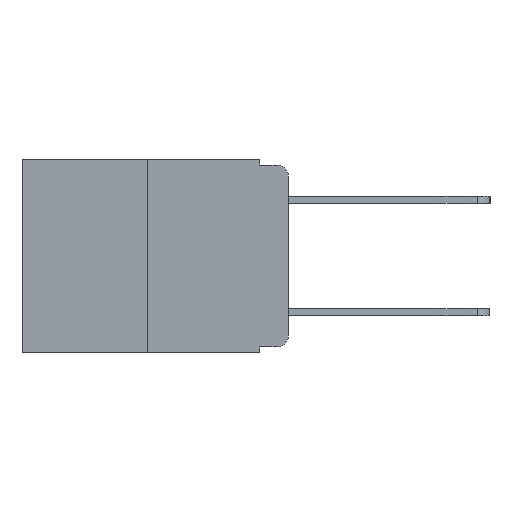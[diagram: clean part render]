
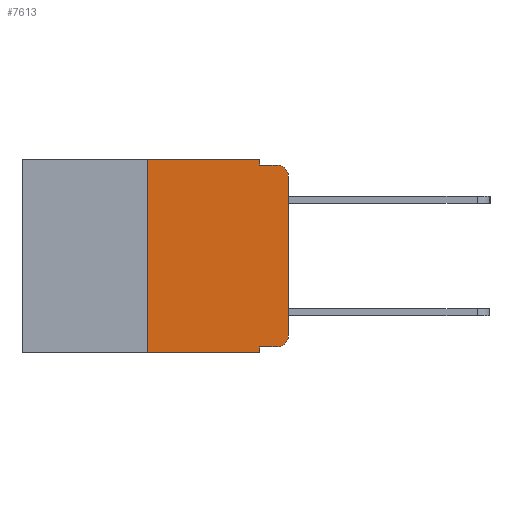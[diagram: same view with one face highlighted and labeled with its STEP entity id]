
A CAD part, left-side view. The second image highlights one B-rep face of the part: STEP entity #7613.
In plain terms, the highlighted planar face has unit normal (-1, 0, 0).
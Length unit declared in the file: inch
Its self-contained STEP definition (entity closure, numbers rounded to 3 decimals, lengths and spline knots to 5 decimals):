
#34 = ORIENTED_EDGE ( 'NONE', *, *, #2074, .F. ) ;
#35 = CARTESIAN_POINT ( 'NONE',  ( 0., 0.25, 0. ) ) ;
#188 = VERTEX_POINT ( 'NONE', #15585 ) ;
#216 = DIRECTION ( 'NONE',  ( 0., 0., -1. ) ) ;
#556 = DIRECTION ( 'NONE',  ( 0., -1., 0. ) ) ;
#702 = VECTOR ( 'NONE', #556, 39.37008 ) ;
#876 = CARTESIAN_POINT ( 'NONE',  ( 0., 0.473, 0. ) ) ;
#1260 = AXIS2_PLACEMENT_3D ( 'NONE', #9810, #1616, #11826 ) ;
#1390 = VECTOR ( 'NONE', #3105, 39.37008 ) ;
#1421 = EDGE_CURVE ( 'NONE', #12459, #12887, #15026, .T. ) ;
#1616 = DIRECTION ( 'NONE',  ( -1., 0., 0. ) ) ;
#1685 = DIRECTION ( 'NONE',  ( 0., 0., 1. ) ) ;
#1901 = EDGE_CURVE ( 'NONE', #8093, #14420, #11550, .T. ) ;
#2050 = EDGE_CURVE ( 'NONE', #3353, #12889, #9199, .T. ) ;
#2074 = EDGE_CURVE ( 'NONE', #12887, #3353, #12094, .T. ) ;
#2075 = EDGE_CURVE ( 'NONE', #188, #12459, #12770, .T. ) ;
#2076 = EDGE_CURVE ( 'NONE', #11604, #11411, #4843, .T. ) ;
#2100 = EDGE_CURVE ( 'NONE', #11604, #15074, #5304, .T. ) ;
#2132 = EDGE_CURVE ( 'NONE', #11411, #8093, #11732, .T. ) ;
#2344 = DIRECTION ( 'NONE',  ( 0., 0., -1. ) ) ;
#2442 = ORIENTED_EDGE ( 'NONE', *, *, #2100, .F. ) ;
#2577 = CARTESIAN_POINT ( 'NONE',  ( 0., 0.02, -0.01 ) ) ;
#2690 = EDGE_CURVE ( 'NONE', #14420, #12889, #15655, .T. ) ;
#2872 = CARTESIAN_POINT ( 'NONE',  ( 0., 0.051, 0. ) ) ;
#2921 = ORIENTED_EDGE ( 'NONE', *, *, #2132, .T. ) ;
#3105 = DIRECTION ( 'NONE',  ( 0., -1., 0. ) ) ;
#3225 = DIRECTION ( 'NONE',  ( 0., -1., 0. ) ) ;
#3262 = CARTESIAN_POINT ( 'NONE',  ( 0., 0.051, -0.333 ) ) ;
#3353 = VERTEX_POINT ( 'NONE', #9756 ) ;
#3895 = EDGE_LOOP ( 'NONE', ( #5150, #12656, #7480, #34, #4492, #14889, #15906, #2442, #13188, #2921 ) ) ;
#3950 = EDGE_CURVE ( 'NONE', #188, #15074, #13542, .T. ) ;
#4136 = DIRECTION ( 'NONE',  ( 0., 0., 1. ) ) ;
#4198 = CARTESIAN_POINT ( 'NONE',  ( 0., 0., 0. ) ) ;
#4282 = CARTESIAN_POINT ( 'NONE',  ( 0., 0.02, -0.333 ) ) ;
#4492 = ORIENTED_EDGE ( 'NONE', *, *, #1421, .F. ) ;
#4843 = LINE ( 'NONE', #3262, #14823 ) ;
#5150 = ORIENTED_EDGE ( 'NONE', *, *, #1901, .T. ) ;
#5304 = LINE ( 'NONE', #8915, #8335 ) ;
#6687 = CARTESIAN_POINT ( 'NONE',  ( 0., 0.473, -0.343 ) ) ;
#6753 = VECTOR ( 'NONE', #8312, 39.37008 ) ;
#7255 = CARTESIAN_POINT ( 'NONE',  ( 0., 0.051, -0.343 ) ) ;
#7480 = ORIENTED_EDGE ( 'NONE', *, *, #2050, .F. ) ;
#7613 = ADVANCED_FACE ( 'NONE', ( #13373 ), #9572, .F. ) ;
#8093 = VERTEX_POINT ( 'NONE', #8377 ) ;
#8312 = DIRECTION ( 'NONE',  ( 0., -1., 0. ) ) ;
#8335 = VECTOR ( 'NONE', #16958, 39.37008 ) ;
#8377 = CARTESIAN_POINT ( 'NONE',  ( 0., 0., -0.313 ) ) ;
#8767 = VECTOR ( 'NONE', #216, 39.37008 ) ;
#8852 = CARTESIAN_POINT ( 'NONE',  ( 0., 0.25, 0. ) ) ;
#8915 = CARTESIAN_POINT ( 'NONE',  ( 0., 0.051, 0. ) ) ;
#9055 = CARTESIAN_POINT ( 'NONE',  ( 0., 0.051, -0.333 ) ) ;
#9072 = CARTESIAN_POINT ( 'NONE',  ( 0., 0.051, -0.01 ) ) ;
#9199 = LINE ( 'NONE', #9072, #1390 ) ;
#9572 = PLANE ( 'NONE',  #14428 ) ;
#9722 = DIRECTION ( 'NONE',  ( -1., 0., 0. ) ) ;
#9756 = CARTESIAN_POINT ( 'NONE',  ( 0., 0.051, -0.01 ) ) ;
#9810 = CARTESIAN_POINT ( 'NONE',  ( 0., 0.02, -0.313 ) ) ;
#9828 = CARTESIAN_POINT ( 'NONE',  ( 0., 0.02, -0.03 ) ) ;
#10126 = DIRECTION ( 'NONE',  ( 0., 0., -1. ) ) ;
#10836 = DIRECTION ( 'NONE',  ( 1., 0., 0. ) ) ;
#11001 = CARTESIAN_POINT ( 'NONE',  ( 0., 0.051, 0. ) ) ;
#11207 = CARTESIAN_POINT ( 'NONE',  ( 0., 0., -0.03 ) ) ;
#11411 = VERTEX_POINT ( 'NONE', #4282 ) ;
#11550 = LINE ( 'NONE', #4198, #14276 ) ;
#11604 = VERTEX_POINT ( 'NONE', #9055 ) ;
#11732 = CIRCLE ( 'NONE', #1260, 0.02 ) ;
#11826 = DIRECTION ( 'NONE',  ( 0., 0., -1. ) ) ;
#12094 = LINE ( 'NONE', #2872, #8767 ) ;
#12459 = VERTEX_POINT ( 'NONE', #35 ) ;
#12656 = ORIENTED_EDGE ( 'NONE', *, *, #2690, .T. ) ;
#12770 = LINE ( 'NONE', #8852, #15172 ) ;
#12887 = VERTEX_POINT ( 'NONE', #11001 ) ;
#12889 = VERTEX_POINT ( 'NONE', #2577 ) ;
#13188 = ORIENTED_EDGE ( 'NONE', *, *, #2076, .T. ) ;
#13373 = FACE_OUTER_BOUND ( 'NONE', #3895, .T. ) ;
#13542 = LINE ( 'NONE', #6687, #6753 ) ;
#14276 = VECTOR ( 'NONE', #4136, 39.37008 ) ;
#14420 = VERTEX_POINT ( 'NONE', #11207 ) ;
#14428 = AXIS2_PLACEMENT_3D ( 'NONE', #16464, #10836, #2344 ) ;
#14823 = VECTOR ( 'NONE', #3225, 39.37008 ) ;
#14889 = ORIENTED_EDGE ( 'NONE', *, *, #2075, .F. ) ;
#15026 = LINE ( 'NONE', #876, #702 ) ;
#15074 = VERTEX_POINT ( 'NONE', #7255 ) ;
#15172 = VECTOR ( 'NONE', #1685, 39.37008 ) ;
#15528 = AXIS2_PLACEMENT_3D ( 'NONE', #9828, #9722, #10126 ) ;
#15585 = CARTESIAN_POINT ( 'NONE',  ( 0., 0.25, -0.343 ) ) ;
#15655 = CIRCLE ( 'NONE', #15528, 0.02 ) ;
#15906 = ORIENTED_EDGE ( 'NONE', *, *, #3950, .T. ) ;
#16464 = CARTESIAN_POINT ( 'NONE',  ( 0., 0.473, 0. ) ) ;
#16958 = DIRECTION ( 'NONE',  ( 0., 0., -1. ) ) ;
